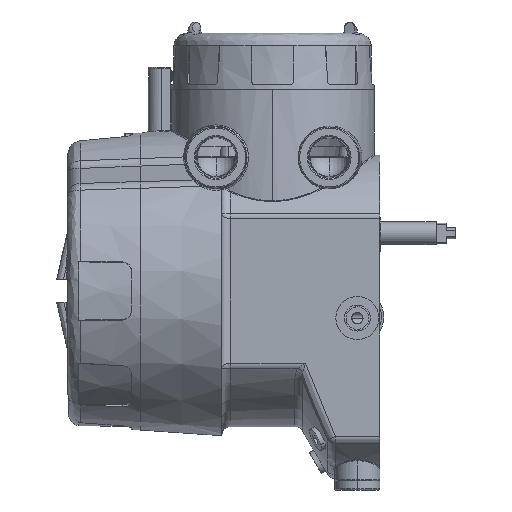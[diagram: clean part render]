
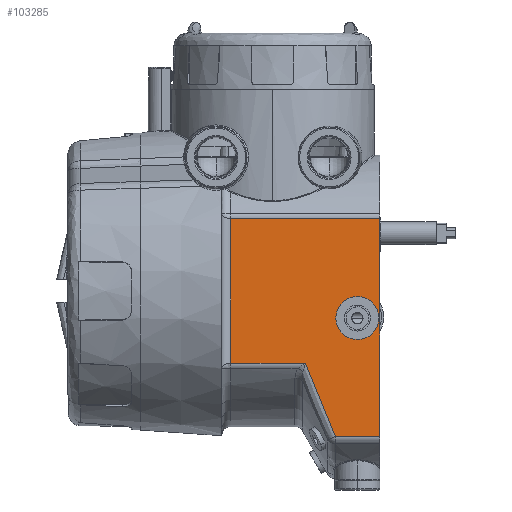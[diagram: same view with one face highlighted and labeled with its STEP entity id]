
A CAD part, left-side view. The second image highlights one B-rep face of the part: STEP entity #103285.
In plain terms, the highlighted planar face has unit normal (-1, 0, 0).
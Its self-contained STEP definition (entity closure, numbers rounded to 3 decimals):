
#1114 = VERTEX_POINT ( 'NONE', #45604 ) ;
#1390 = EDGE_CURVE ( 'NONE', #41791, #1114, #9160, .T. ) ;
#2168 = AXIS2_PLACEMENT_3D ( 'NONE', #76195, #92995, #43031 ) ;
#2399 = EDGE_LOOP ( 'NONE', ( #30577, #18405 ) ) ;
#3341 = LINE ( 'NONE', #23858, #22919 ) ;
#4238 = CARTESIAN_POINT ( 'NONE',  ( -50., -24.916, -40.041 ) ) ;
#4250 = EDGE_CURVE ( 'NONE', #17301, #72363, #22026, .T. ) ;
#4606 = CARTESIAN_POINT ( 'NONE',  ( -50., -32.181, -57.56 ) ) ;
#4711 = CARTESIAN_POINT ( 'NONE',  ( -50., 11., -31.937 ) ) ;
#5099 = EDGE_CURVE ( 'NONE', #68841, #18448, #89780, .T. ) ;
#6731 = DIRECTION ( 'NONE',  ( 1., 0., 0. ) ) ;
#7036 = DIRECTION ( 'NONE',  ( 0., 1., 0. ) ) ;
#9160 = LINE ( 'NONE', #13975, #97818 ) ;
#10647 = VECTOR ( 'NONE', #7036, 1000. ) ;
#12611 = CARTESIAN_POINT ( 'NONE',  ( -50., -25.915, -42.633 ) ) ;
#12788 = VERTEX_POINT ( 'NONE', #105425 ) ;
#13820 = EDGE_CURVE ( 'NONE', #98565, #12788, #52302, .T. ) ;
#13975 = CARTESIAN_POINT ( 'NONE',  ( -50., -35.309, -64.226 ) ) ;
#17301 = VERTEX_POINT ( 'NONE', #70763 ) ;
#17656 = FACE_BOUND ( 'NONE', #2399, .T. ) ;
#18405 = ORIENTED_EDGE ( 'NONE', *, *, #4250, .T. ) ;
#18448 = VERTEX_POINT ( 'NONE', #84201 ) ;
#20247 = CARTESIAN_POINT ( 'NONE',  ( -50., -22.03, -31.937 ) ) ;
#20619 = CARTESIAN_POINT ( 'NONE',  ( -50., -23.99, -37.565 ) ) ;
#20638 = VECTOR ( 'NONE', #45652, 1000. ) ;
#20991 = CARTESIAN_POINT ( 'NONE',  ( -50., -27.258, -45.984 ) ) ;
#22026 = CIRCLE ( 'NONE', #53200, 9.5 ) ;
#22919 = VECTOR ( 'NONE', #73728, 1000. ) ;
#23858 = CARTESIAN_POINT ( 'NONE',  ( -50., -55., 60. ) ) ;
#24634 = AXIS2_PLACEMENT_3D ( 'NONE', #81704, #31783, #90100 ) ;
#28986 = CARTESIAN_POINT ( 'NONE',  ( -50., -24.68, -39.418 ) ) ;
#29351 = CARTESIAN_POINT ( 'NONE',  ( -50., -27.626, -46.891 ) ) ;
#30577 = ORIENTED_EDGE ( 'NONE', *, *, #61982, .T. ) ;
#31783 = DIRECTION ( 'NONE',  ( 1., 0., 0. ) ) ;
#37344 = CARTESIAN_POINT ( 'NONE',  ( -50., -24.858, -39.888 ) ) ;
#37706 = CARTESIAN_POINT ( 'NONE',  ( -50., -27.72, -47.122 ) ) ;
#41791 = VERTEX_POINT ( 'NONE', #93821 ) ;
#42042 = ORIENTED_EDGE ( 'NONE', *, *, #105615, .T. ) ;
#43031 = DIRECTION ( 'NONE',  ( 0., 0., 1. ) ) ;
#45178 = B_SPLINE_CURVE_WITH_KNOTS ( 'NONE', 3,
 ( #20247, #53732, #70499, #20619, #78872, #28986, #87293, #37344, #95666, #45690, #103983, #54102, #4238, #62496, #12611, #70867, #20991, #79225, #29351, #87662, #37706, #96028, #46065, #104361, #54467, #4606, #62866 ),
 .UNSPECIFIED., .F., .F.,
 ( 4, 1, 1, 1, 1, 1, 1, 1, 1, 2, 2, 1, 1, 1, 1, 1, 1, 1, 2, 2, 4 ),
 ( 0., 0.125, 0.187, 0.219, 0.234, 0.242, 0.246, 0.248, 0.249, 0.25, 0.25, 0.375, 0.437, 0.469, 0.484, 0.492, 0.496, 0.498, 0.499, 0.5, 1. ),
 .UNSPECIFIED. ) ;
#45604 = CARTESIAN_POINT ( 'NONE',  ( -50., -35.309, -64.226 ) ) ;
#45652 = DIRECTION ( 'NONE',  ( 0., -1., 0. ) ) ;
#45690 = CARTESIAN_POINT ( 'NONE',  ( -50., -24.902, -40.006 ) ) ;
#45817 = ORIENTED_EDGE ( 'NONE', *, *, #1390, .F. ) ;
#46065 = CARTESIAN_POINT ( 'NONE',  ( -50., -27.743, -47.177 ) ) ;
#52133 = CARTESIAN_POINT ( 'NONE',  ( -50., -55., 31.937 ) ) ;
#52302 = LINE ( 'NONE', #56905, #10647 ) ;
#53200 = AXIS2_PLACEMENT_3D ( 'NONE', #56603, #6731, #64968 ) ;
#53732 = CARTESIAN_POINT ( 'NONE',  ( -50., -22.446, -33.2 ) ) ;
#54102 = CARTESIAN_POINT ( 'NONE',  ( -50., -24.913, -40.034 ) ) ;
#54467 = CARTESIAN_POINT ( 'NONE',  ( -50., -29.662, -51.884 ) ) ;
#56603 = CARTESIAN_POINT ( 'NONE',  ( -50., -44.998, -12. ) ) ;
#56905 = CARTESIAN_POINT ( 'NONE',  ( -50., -55., 31.937 ) ) ;
#59350 = FACE_OUTER_BOUND ( 'NONE', #96654, .T. ) ;
#59668 = DIRECTION ( 'NONE',  ( 0., 0., -1. ) ) ;
#60136 = ORIENTED_EDGE ( 'NONE', *, *, #102949, .F. ) ;
#60263 = LINE ( 'NONE', #67667, #101930 ) ;
#61982 = EDGE_CURVE ( 'NONE', #72363, #17301, #64617, .T. ) ;
#62496 = CARTESIAN_POINT ( 'NONE',  ( -50., -25.285, -41.013 ) ) ;
#62866 = CARTESIAN_POINT ( 'NONE',  ( -50., -35.309, -64.226 ) ) ;
#64617 = CIRCLE ( 'NONE', #24634, 9.5 ) ;
#64968 = DIRECTION ( 'NONE',  ( 0., 0., -1. ) ) ;
#67667 = CARTESIAN_POINT ( 'NONE',  ( -50., 11., -64.267 ) ) ;
#68841 = VERTEX_POINT ( 'NONE', #4711 ) ;
#70499 = CARTESIAN_POINT ( 'NONE',  ( -50., -23.119, -35.161 ) ) ;
#70763 = CARTESIAN_POINT ( 'NONE',  ( -50., -44.998, -2.5 ) ) ;
#70867 = CARTESIAN_POINT ( 'NONE',  ( -50., -26.787, -44.818 ) ) ;
#72234 = DIRECTION ( 'NONE',  ( 0., 1., 0. ) ) ;
#72363 = VERTEX_POINT ( 'NONE', #81264 ) ;
#73728 = DIRECTION ( 'NONE',  ( 0., 0., -1. ) ) ;
#76195 = CARTESIAN_POINT ( 'NONE',  ( -50., -55., -64.267 ) ) ;
#77536 = ORIENTED_EDGE ( 'NONE', *, *, #90244, .T. ) ;
#78872 = CARTESIAN_POINT ( 'NONE',  ( -50., -24.446, -38.795 ) ) ;
#79225 = CARTESIAN_POINT ( 'NONE',  ( -50., -27.502, -46.585 ) ) ;
#81264 = CARTESIAN_POINT ( 'NONE',  ( -50., -44.998, -21.5 ) ) ;
#81704 = CARTESIAN_POINT ( 'NONE',  ( -50., -44.998, -12. ) ) ;
#84201 = CARTESIAN_POINT ( 'NONE',  ( -50., -22.03, -31.937 ) ) ;
#84594 = PLANE ( 'NONE',  #2168 ) ;
#87293 = CARTESIAN_POINT ( 'NONE',  ( -50., -24.798, -39.731 ) ) ;
#87662 = CARTESIAN_POINT ( 'NONE',  ( -50., -27.689, -47.044 ) ) ;
#88160 = ORIENTED_EDGE ( 'NONE', *, *, #5099, .T. ) ;
#89780 = LINE ( 'NONE', #95632, #20638 ) ;
#90100 = DIRECTION ( 'NONE',  ( 0., 0., -1. ) ) ;
#90244 = EDGE_CURVE ( 'NONE', #12788, #68841, #60263, .T. ) ;
#92995 = DIRECTION ( 'NONE',  ( -1., 0., 0. ) ) ;
#93821 = CARTESIAN_POINT ( 'NONE',  ( -50., -55., -64.226 ) ) ;
#95632 = CARTESIAN_POINT ( 'NONE',  ( -50., -55., -31.937 ) ) ;
#95666 = CARTESIAN_POINT ( 'NONE',  ( -50., -24.887, -39.967 ) ) ;
#96028 = CARTESIAN_POINT ( 'NONE',  ( -50., -27.734, -47.155 ) ) ;
#96654 = EDGE_LOOP ( 'NONE', ( #88160, #42042, #45817, #60136, #99030, #77536 ) ) ;
#97818 = VECTOR ( 'NONE', #72234, 1000. ) ;
#98565 = VERTEX_POINT ( 'NONE', #52133 ) ;
#99030 = ORIENTED_EDGE ( 'NONE', *, *, #13820, .T. ) ;
#101930 = VECTOR ( 'NONE', #59668, 1000. ) ;
#102949 = EDGE_CURVE ( 'NONE', #98565, #41791, #3341, .T. ) ;
#103285 = ADVANCED_FACE ( 'NONE', ( #17656, #59350 ), #84594, .T. ) ;
#103983 = CARTESIAN_POINT ( 'NONE',  ( -50., -24.909, -40.023 ) ) ;
#104361 = CARTESIAN_POINT ( 'NONE',  ( -50., -27.748, -47.19 ) ) ;
#105425 = CARTESIAN_POINT ( 'NONE',  ( -50., 11., 31.937 ) ) ;
#105615 = EDGE_CURVE ( 'NONE', #18448, #1114, #45178, .T. ) ;
